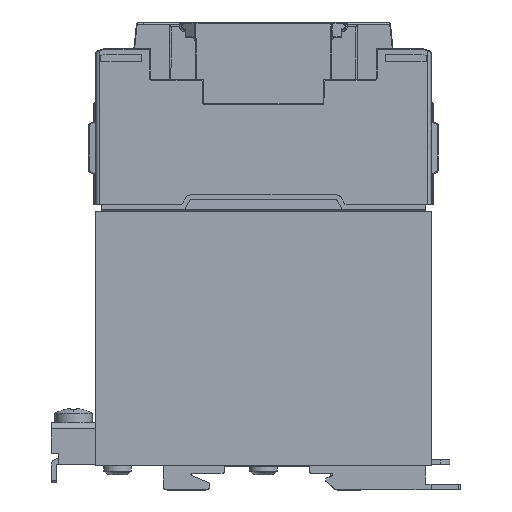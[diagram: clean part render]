
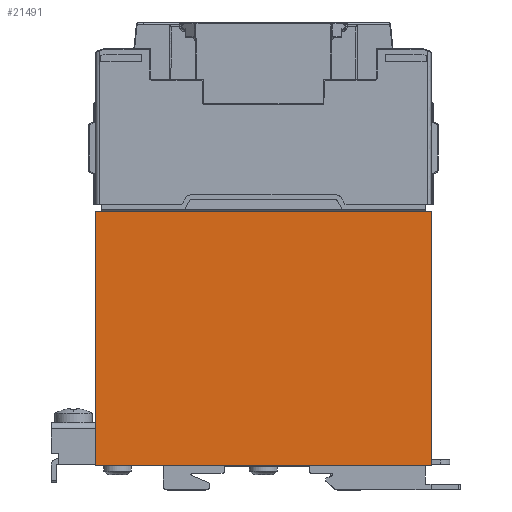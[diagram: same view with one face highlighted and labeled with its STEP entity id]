
A CAD part, left-side view. The second image highlights one B-rep face of the part: STEP entity #21491.
In plain terms, the highlighted planar face has unit normal (-1, 0, 0).
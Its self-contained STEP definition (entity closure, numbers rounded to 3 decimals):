
#7773=CARTESIAN_POINT('',(-37.65,42.9,-0.53));
#7774=VERTEX_POINT('',#7773);
#7781=CARTESIAN_POINT('',(-37.65,-47.1,-0.53));
#7782=VERTEX_POINT('',#7781);
#7783=CARTESIAN_POINT('',(-37.65,-47.1,-0.53));
#7784=DIRECTION('',(0.0,1.0,0.0));
#7785=VECTOR('',#7784,90.);
#7786=LINE('',#7783,#7785);
#7787=EDGE_CURVE('',#7782,#7774,#7786,.T.);
#17620=CARTESIAN_POINT('',(-37.65,-47.1,-68.63));
#17621=VERTEX_POINT('',#17620);
#17622=CARTESIAN_POINT('',(-37.65,-47.1,-0.53));
#17623=DIRECTION('',(0.0,0.0,-1.0));
#17624=VECTOR('',#17623,68.1);
#17625=LINE('',#17622,#17624);
#17626=EDGE_CURVE('',#7782,#17621,#17625,.T.);
#21468=CARTESIAN_POINT('',(-37.65,-47.1,-0.53));
#21469=DIRECTION('',(-1.0,0.0,0.0));
#21470=DIRECTION('',(0.0,0.0,1.0));
#21471=AXIS2_PLACEMENT_3D('',#21468,#21469,#21470);
#21472=PLANE('',#21471);
#21473=ORIENTED_EDGE('',*,*,#17626,.F.);
#21474=ORIENTED_EDGE('',*,*,#7787,.T.);
#21475=CARTESIAN_POINT('',(-37.65,42.9,-68.63));
#21476=VERTEX_POINT('',#21475);
#21477=CARTESIAN_POINT('',(-37.65,42.9,-0.53));
#21478=DIRECTION('',(0.0,0.0,-1.0));
#21479=VECTOR('',#21478,68.1);
#21480=LINE('',#21477,#21479);
#21481=EDGE_CURVE('',#7774,#21476,#21480,.T.);
#21482=ORIENTED_EDGE('',*,*,#21481,.T.);
#21483=CARTESIAN_POINT('',(-37.65,-47.1,-68.63));
#21484=DIRECTION('',(0.0,1.0,0.0));
#21485=VECTOR('',#21484,90.);
#21486=LINE('',#21483,#21485);
#21487=EDGE_CURVE('',#21476,#17621,#21486,.F.);
#21488=ORIENTED_EDGE('',*,*,#21487,.T.);
#21489=EDGE_LOOP('',(#21473,#21474,#21482,#21488));
#21490=FACE_OUTER_BOUND('',#21489,.T.);
#21491=ADVANCED_FACE('',(#21490),#21472,.T.);
